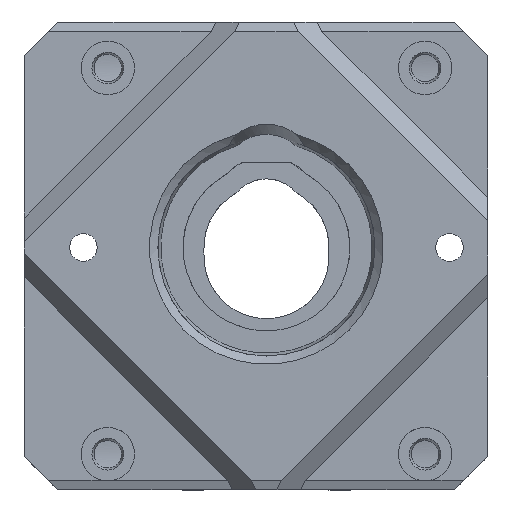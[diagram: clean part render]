
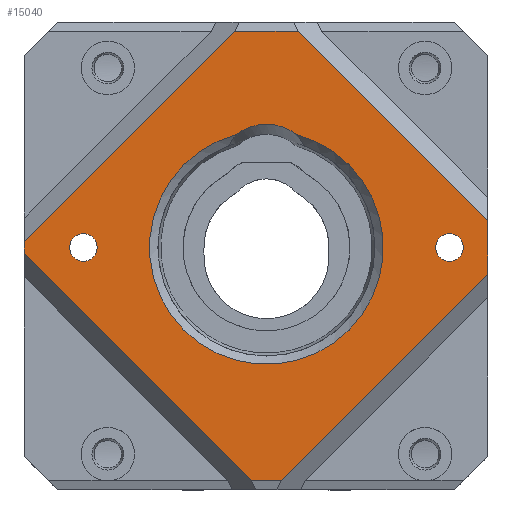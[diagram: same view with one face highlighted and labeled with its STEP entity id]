
A CAD part, top view. The second image highlights one B-rep face of the part: STEP entity #15040.
In plain terms, the highlighted planar face has unit normal (0, 0, 1).
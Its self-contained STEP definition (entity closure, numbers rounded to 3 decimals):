
#297=FACE_BOUND('',#4850,.T.);
#298=FACE_BOUND('',#4851,.T.);
#299=FACE_BOUND('',#4852,.T.);
#565=LINE('',#21603,#2342);
#573=LINE('',#21676,#2350);
#574=LINE('',#21677,#2351);
#575=LINE('',#21679,#2352);
#576=LINE('',#21681,#2353);
#577=LINE('',#21683,#2354);
#578=LINE('',#21685,#2355);
#579=LINE('',#21686,#2356);
#2342=VECTOR('',#17465,10.);
#2350=VECTOR('',#17481,10.);
#2351=VECTOR('',#17482,10.);
#2352=VECTOR('',#17483,10.);
#2353=VECTOR('',#17484,10.);
#2354=VECTOR('',#17485,10.);
#2355=VECTOR('',#17486,10.);
#2356=VECTOR('',#17487,10.);
#3972=FACE_OUTER_BOUND('',#4849,.T.);
#4849=EDGE_LOOP('',(#9780,#9781,#9782,#9783,#9784,#9785,#9786,#9787));
#4850=EDGE_LOOP('',(#9788));
#4851=EDGE_LOOP('',(#9789));
#4852=EDGE_LOOP('',(#9790,#9791));
#5737=CIRCLE('',#16053,5.964);
#5738=CIRCLE('',#16055,1.65);
#5739=CIRCLE('',#16056,1.65);
#5740=CIRCLE('',#16057,14.);
#6101=VERTEX_POINT('',#21600);
#6102=VERTEX_POINT('',#21602);
#6111=VERTEX_POINT('',#21653);
#6112=VERTEX_POINT('',#21660);
#6114=VERTEX_POINT('',#21674);
#6115=VERTEX_POINT('',#21675);
#6116=VERTEX_POINT('',#21678);
#6117=VERTEX_POINT('',#21680);
#6118=VERTEX_POINT('',#21682);
#6119=VERTEX_POINT('',#21684);
#6120=VERTEX_POINT('',#21687);
#6121=VERTEX_POINT('',#21689);
#7529=EDGE_CURVE('',#6101,#6102,#565,.T.);
#7543=EDGE_CURVE('',#6112,#6111,#5737,.T.);
#7546=EDGE_CURVE('',#6114,#6115,#573,.T.);
#7547=EDGE_CURVE('',#6102,#6115,#574,.T.);
#7548=EDGE_CURVE('',#6116,#6101,#575,.T.);
#7549=EDGE_CURVE('',#6116,#6117,#576,.T.);
#7550=EDGE_CURVE('',#6118,#6117,#577,.T.);
#7551=EDGE_CURVE('',#6119,#6118,#578,.T.);
#7552=EDGE_CURVE('',#6114,#6119,#579,.T.);
#7553=EDGE_CURVE('',#6120,#6120,#5738,.T.);
#7554=EDGE_CURVE('',#6121,#6121,#5739,.T.);
#7555=EDGE_CURVE('',#6111,#6112,#5740,.T.);
#9780=ORIENTED_EDGE('',*,*,#7546,.T.);
#9781=ORIENTED_EDGE('',*,*,#7547,.F.);
#9782=ORIENTED_EDGE('',*,*,#7529,.F.);
#9783=ORIENTED_EDGE('',*,*,#7548,.F.);
#9784=ORIENTED_EDGE('',*,*,#7549,.T.);
#9785=ORIENTED_EDGE('',*,*,#7550,.F.);
#9786=ORIENTED_EDGE('',*,*,#7551,.F.);
#9787=ORIENTED_EDGE('',*,*,#7552,.F.);
#9788=ORIENTED_EDGE('',*,*,#7553,.F.);
#9789=ORIENTED_EDGE('',*,*,#7554,.F.);
#9790=ORIENTED_EDGE('',*,*,#7543,.T.);
#9791=ORIENTED_EDGE('',*,*,#7555,.T.);
#13503=PLANE('',#16054);
#15040=ADVANCED_FACE('',(#3972,#297,#298,#299),#13503,.T.);
#16053=AXIS2_PLACEMENT_3D('',#21661,#17477,#17478);
#16054=AXIS2_PLACEMENT_3D('',#21673,#17479,#17480);
#16055=AXIS2_PLACEMENT_3D('',#21688,#17488,#17489);
#16056=AXIS2_PLACEMENT_3D('',#21690,#17490,#17491);
#16057=AXIS2_PLACEMENT_3D('',#21691,#17492,#17493);
#17465=DIRECTION('',(0.,-1.,0.));
#17477=DIRECTION('center_axis',(0.,0.,-1.));
#17478=DIRECTION('ref_axis',(0.999,-0.035,0.));
#17479=DIRECTION('center_axis',(0.,0.,1.));
#17480=DIRECTION('ref_axis',(1.,0.,0.));
#17481=DIRECTION('',(1.,0.,0.));
#17482=DIRECTION('',(-0.707,-0.707,0.));
#17483=DIRECTION('',(0.707,-0.707,0.));
#17484=DIRECTION('',(-1.,0.,0.));
#17485=DIRECTION('',(0.707,0.707,0.));
#17486=DIRECTION('',(0.,1.,0.));
#17487=DIRECTION('',(-0.707,0.707,0.));
#17488=DIRECTION('center_axis',(0.,0.,1.));
#17489=DIRECTION('ref_axis',(1.,0.,0.));
#17490=DIRECTION('center_axis',(0.,0.,1.));
#17491=DIRECTION('ref_axis',(1.,0.,0.));
#17492=DIRECTION('center_axis',(0.,0.,-1.));
#17493=DIRECTION('ref_axis',(1.,0.,0.));
#21600=CARTESIAN_POINT('',(26.5,4.198,2.));
#21602=CARTESIAN_POINT('',(26.5,-2.198,2.));
#21603=CARTESIAN_POINT('',(26.5,24.,2.));
#21653=CARTESIAN_POINT('',(3.623,14.523,2.));
#21660=CARTESIAN_POINT('',(-3.623,14.523,2.));
#21661=CARTESIAN_POINT('Origin',(0.,9.786,
2.));
#21673=CARTESIAN_POINT('Origin',(0.,0.692,
2.));
#21674=CARTESIAN_POINT('',(-1.797,-26.901,2.));
#21675=CARTESIAN_POINT('',(1.797,-26.901,2.));
#21676=CARTESIAN_POINT('',(0.,-26.901,2.));
#21677=CARTESIAN_POINT('',(26.5,-2.198,2.));
#21678=CARTESIAN_POINT('',(3.797,26.901,2.));
#21679=CARTESIAN_POINT('',(2.698,28.,2.));
#21680=CARTESIAN_POINT('',(-3.797,26.901,2.));
#21681=CARTESIAN_POINT('',(0.,26.901,2.));
#21682=CARTESIAN_POINT('',(-29.,1.698,2.));
#21683=CARTESIAN_POINT('',(-26.5,4.198,2.));
#21684=CARTESIAN_POINT('',(-29.,0.302,2.));
#21685=CARTESIAN_POINT('',(-29.,-24.,2.));
#21686=CARTESIAN_POINT('',(-0.698,-28.,2.));
#21687=CARTESIAN_POINT('',(20.27,1.,2.));
#21688=CARTESIAN_POINT('Origin',(21.92,1.,2.));
#21689=CARTESIAN_POINT('',(-23.57,1.,2.));
#21690=CARTESIAN_POINT('Origin',(-21.92,1.,2.));
#21691=CARTESIAN_POINT('Origin',(0.,1.,2.));
